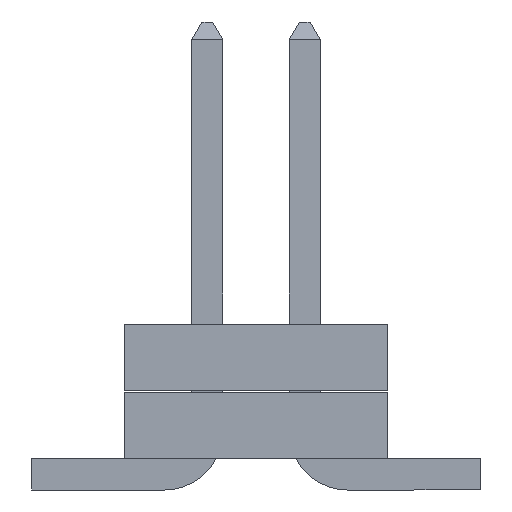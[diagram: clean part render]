
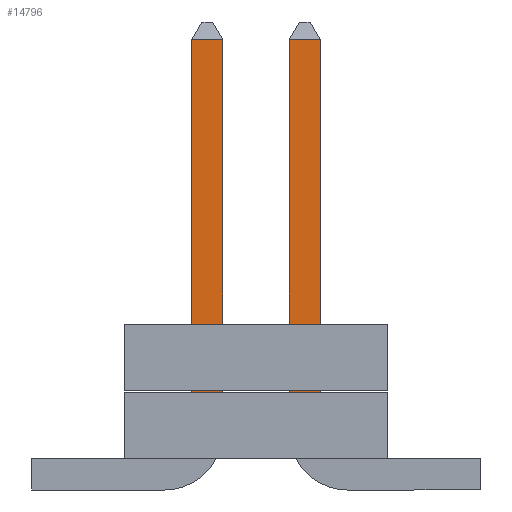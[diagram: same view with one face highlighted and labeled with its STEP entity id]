
A CAD part, left-side view. The second image highlights one B-rep face of the part: STEP entity #14796.
In plain terms, the highlighted planar face has unit normal (-1, 0, 0).
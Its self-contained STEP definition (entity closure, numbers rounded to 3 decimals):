
#221 = VERTEX_POINT('',#222);
#222 = CARTESIAN_POINT('',(-30.683,5.461,0.838));
#2143 = VERTEX_POINT('',#2144);
#2144 = CARTESIAN_POINT('',(-30.683,5.461,-0.838));
#5549 = VERTEX_POINT('',#5550);
#5550 = CARTESIAN_POINT('',(-30.683,5.461,-0.432));
#7039 = VERTEX_POINT('',#7040);
#7040 = CARTESIAN_POINT('',(-30.683,5.461,0.432));
#10061 = EDGE_CURVE('',#221,#10062,#10064,.T.);
#10062 = VERTEX_POINT('',#10063);
#10063 = CARTESIAN_POINT('',(-30.683,0.301,0.838));
#10064 = LINE('',#10065,#10066);
#10065 = CARTESIAN_POINT('',(-30.683,5.461,0.838));
#10066 = VECTOR('',#10067,1.);
#10067 = DIRECTION('',(0.,-1.,0.));
#11196 = EDGE_CURVE('',#10062,#11197,#11199,.T.);
#11197 = VERTEX_POINT('',#11198);
#11198 = CARTESIAN_POINT('',(-30.683,0.301,-0.838));
#11199 = LINE('',#11200,#11201);
#11200 = CARTESIAN_POINT('',(-30.683,0.301,0.838));
#11201 = VECTOR('',#11202,1.);
#11202 = DIRECTION('',(0.,0.,-1.));
#12338 = EDGE_CURVE('',#11197,#2143,#12339,.T.);
#12339 = LINE('',#12340,#12341);
#12340 = CARTESIAN_POINT('',(-30.683,0.301,-0.838));
#12341 = VECTOR('',#12342,1.);
#12342 = DIRECTION('',(0.,1.,0.));
#12455 = EDGE_CURVE('',#5549,#12456,#12458,.T.);
#12456 = VERTEX_POINT('',#12457);
#12457 = CARTESIAN_POINT('',(-30.683,0.555,-0.432));
#12458 = LINE('',#12459,#12460);
#12459 = CARTESIAN_POINT('',(-30.683,5.461,-0.432));
#12460 = VECTOR('',#12461,1.);
#12461 = DIRECTION('',(0.,-1.,0.));
#13590 = EDGE_CURVE('',#12456,#13591,#13593,.T.);
#13591 = VERTEX_POINT('',#13592);
#13592 = CARTESIAN_POINT('',(-30.683,0.555,0.432));
#13593 = LINE('',#13594,#13595);
#13594 = CARTESIAN_POINT('',(-30.683,0.555,-0.432));
#13595 = VECTOR('',#13596,1.);
#13596 = DIRECTION('',(0.,0.,1.));
#14732 = EDGE_CURVE('',#13591,#7039,#14733,.T.);
#14733 = LINE('',#14734,#14735);
#14734 = CARTESIAN_POINT('',(-30.683,0.555,0.432));
#14735 = VECTOR('',#14736,1.);
#14736 = DIRECTION('',(0.,1.,0.));
#14796 = ADVANCED_FACE('',(#14797),#14817,.F.);
#14797 = FACE_BOUND('',#14798,.T.);
#14798 = EDGE_LOOP('',(#14799,#14800,#14801,#14807,#14808,#14809,#14810,
    #14816));
#14799 = ORIENTED_EDGE('',*,*,#11196,.F.);
#14800 = ORIENTED_EDGE('',*,*,#10061,.F.);
#14801 = ORIENTED_EDGE('',*,*,#14802,.T.);
#14802 = EDGE_CURVE('',#221,#7039,#14803,.T.);
#14803 = LINE('',#14804,#14805);
#14804 = CARTESIAN_POINT('',(-30.683,5.461,0.));
#14805 = VECTOR('',#14806,1.);
#14806 = DIRECTION('',(0.,0.,-1.));
#14807 = ORIENTED_EDGE('',*,*,#14732,.F.);
#14808 = ORIENTED_EDGE('',*,*,#13590,.F.);
#14809 = ORIENTED_EDGE('',*,*,#12455,.F.);
#14810 = ORIENTED_EDGE('',*,*,#14811,.T.);
#14811 = EDGE_CURVE('',#5549,#2143,#14812,.T.);
#14812 = LINE('',#14813,#14814);
#14813 = CARTESIAN_POINT('',(-30.683,5.461,0.));
#14814 = VECTOR('',#14815,1.);
#14815 = DIRECTION('',(0.,0.,-1.));
#14816 = ORIENTED_EDGE('',*,*,#12338,.F.);
#14817 = PLANE('',#14818);
#14818 = AXIS2_PLACEMENT_3D('',#14819,#14820,#14821);
#14819 = CARTESIAN_POINT('',(-30.683,0.,0.));
#14820 = DIRECTION('',(1.,0.,0.));
#14821 = DIRECTION('',(0.,0.,-1.));
